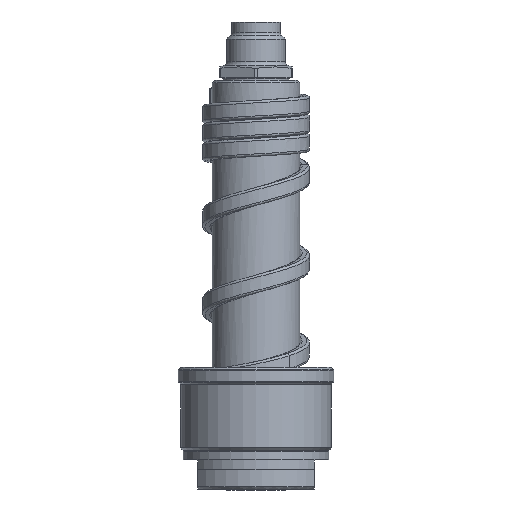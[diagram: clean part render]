
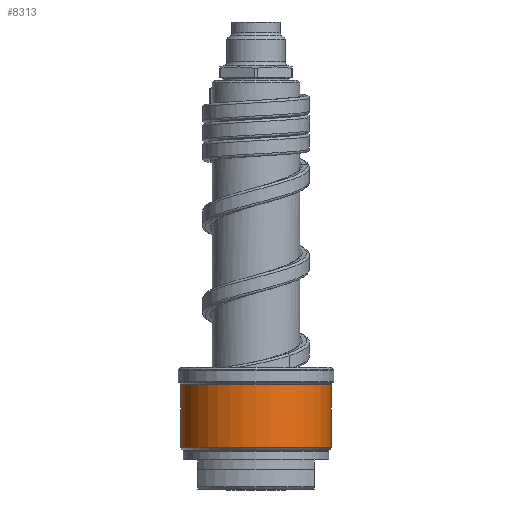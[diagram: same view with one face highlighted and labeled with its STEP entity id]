
A CAD part, front view. The second image highlights one B-rep face of the part: STEP entity #8313.
In plain terms, the highlighted cylindrical face has radius 15.5 mm (diameter 31 mm), a partial arc.
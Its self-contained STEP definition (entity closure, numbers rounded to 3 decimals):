
#1400=CARTESIAN_POINT('',(0.,0.,8.583));
#1401=DIRECTION('',(0.,0.,1.));
#1402=DIRECTION('',(-1.,0.,0.));
#1403=AXIS2_PLACEMENT_3D('',#1400,#1401,#1402);
#1405=DIRECTION('',(0.,0.,-1.));
#1406=VECTOR('',#1405,12.835);
#1407=CARTESIAN_POINT('',(-15.5,0.,21.417));
#1408=LINE('',#1407,#1406);
#1409=CARTESIAN_POINT('',(0.,0.,21.417));
#1410=DIRECTION('',(0.,0.,1.));
#1411=DIRECTION('',(-1.,0.,0.));
#1412=AXIS2_PLACEMENT_3D('',#1409,#1410,#1411);
#1414=DIRECTION('',(0.,0.,-1.));
#1415=VECTOR('',#1414,12.835);
#1416=CARTESIAN_POINT('',(15.5,0.,21.417));
#1417=LINE('',#1416,#1415);
#6018=CARTESIAN_POINT('',(15.5,0.,21.417));
#6019=CARTESIAN_POINT('',(-15.5,0.,21.417));
#6020=VERTEX_POINT('',#6018);
#6021=VERTEX_POINT('',#6019);
#6044=CARTESIAN_POINT('',(15.5,0.,8.583));
#6045=VERTEX_POINT('',#6044);
#6046=CARTESIAN_POINT('',(-15.5,0.,8.583));
#6047=VERTEX_POINT('',#6046);
#8301=CARTESIAN_POINT('',(0.,0.,7.15));
#8302=DIRECTION('',(0.,0.,1.));
#8303=DIRECTION('',(-1.,0.,0.));
#8304=AXIS2_PLACEMENT_3D('',#8301,#8302,#8303);
#8305=CYLINDRICAL_SURFACE('',#8304,15.5);
#8306=ORIENTED_EDGE('',*,*,#8273,.F.);
#8307=ORIENTED_EDGE('',*,*,#8291,.F.);
#8309=ORIENTED_EDGE('',*,*,#8308,.T.);
#8310=ORIENTED_EDGE('',*,*,#8287,.T.);
#8311=EDGE_LOOP('',(#8306,#8307,#8309,#8310));
#8312=FACE_OUTER_BOUND('',#8311,.F.);
#1404=CIRCLE('',#1403,15.5);
#1413=CIRCLE('',#1412,15.5);
#8273=EDGE_CURVE('',#6047,#6045,#1404,.T.);
#8287=EDGE_CURVE('',#6020,#6045,#1417,.T.);
#8291=EDGE_CURVE('',#6021,#6047,#1408,.T.);
#8308=EDGE_CURVE('',#6021,#6020,#1413,.T.);
#8313=ADVANCED_FACE('',(#8312),#8305,.T.);
